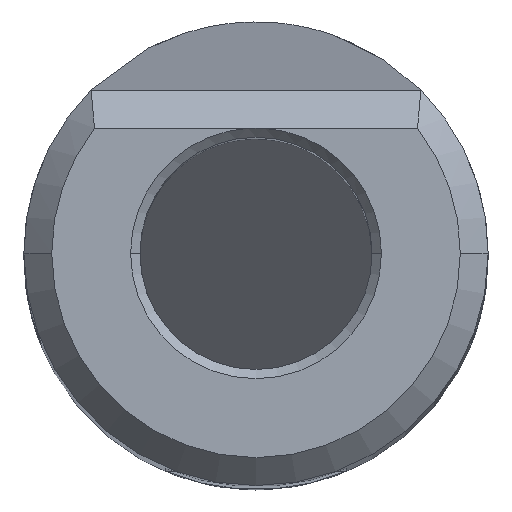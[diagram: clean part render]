
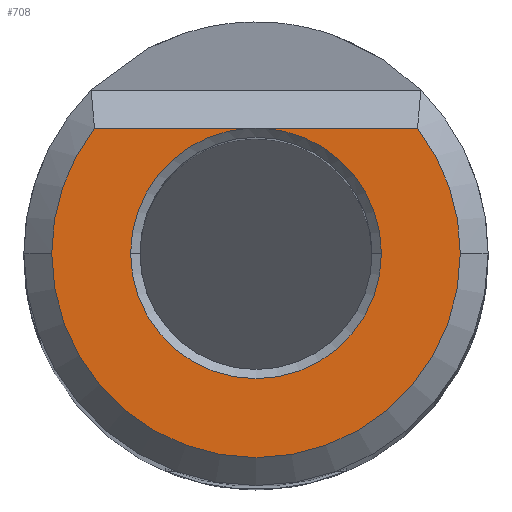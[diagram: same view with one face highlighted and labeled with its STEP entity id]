
A CAD part, top view. The second image highlights one B-rep face of the part: STEP entity #708.
In plain terms, the highlighted planar face has unit normal (0, 0, 1).
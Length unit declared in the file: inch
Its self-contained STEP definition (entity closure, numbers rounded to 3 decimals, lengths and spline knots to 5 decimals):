
#12 = EDGE_CURVE ( 'NONE', #525, #451, #306, .T. ) ;
#17 = CARTESIAN_POINT ( 'NONE',  ( 0., 0., 0. ) ) ;
#47 = ORIENTED_EDGE ( 'NONE', *, *, #460, .T. ) ;
#52 = DIRECTION ( 'NONE',  ( 0., 0., 1. ) ) ;
#65 = DIRECTION ( 'NONE',  ( 0., 0., -1. ) ) ;
#81 = ORIENTED_EDGE ( 'NONE', *, *, #432, .T. ) ;
#101 = CARTESIAN_POINT ( 'NONE',  ( 0., 0., 0. ) ) ;
#105 = DIRECTION ( 'NONE',  ( 1., 0., 0. ) ) ;
#115 = ORIENTED_EDGE ( 'NONE', *, *, #265, .T. ) ;
#118 = CARTESIAN_POINT ( 'NONE',  ( -0.00873, 0.13472, 0. ) ) ;
#125 = EDGE_CURVE ( 'NONE', #749, #296, #849, .T. ) ;
#139 = EDGE_CURVE ( 'NONE', #650, #605, #531, .T. ) ;
#154 = VERTEX_POINT ( 'NONE', #190 ) ;
#164 = AXIS2_PLACEMENT_3D ( 'NONE', #101, #178, #227 ) ;
#178 = DIRECTION ( 'NONE',  ( 0., 0., -1. ) ) ;
#190 = CARTESIAN_POINT ( 'NONE',  ( 0.135, 0., 0. ) ) ;
#227 = DIRECTION ( 'NONE',  ( 1., 0., 0. ) ) ;
#240 = CARTESIAN_POINT ( 'NONE',  ( 0., 0., 0. ) ) ;
#242 = DIRECTION ( 'NONE',  ( 0., 0., 1. ) ) ;
#265 = EDGE_CURVE ( 'NONE', #154, #400, #410, .T. ) ;
#282 = DIRECTION ( 'NONE',  ( 1., 0., 0. ) ) ;
#296 = VERTEX_POINT ( 'NONE', #755 ) ;
#306 = LINE ( 'NONE', #513, #593 ) ;
#320 = DIRECTION ( 'NONE',  ( 0., 0., 1. ) ) ;
#332 = CARTESIAN_POINT ( 'NONE',  ( 0., 0., 0. ) ) ;
#343 = ORIENTED_EDGE ( 'NONE', *, *, #521, .T. ) ;
#356 = ORIENTED_EDGE ( 'NONE', *, *, #139, .T. ) ;
#369 = CARTESIAN_POINT ( 'NONE',  ( -0.17393, 0.13472, 0. ) ) ;
#375 = FACE_OUTER_BOUND ( 'NONE', #829, .T. ) ;
#384 = VECTOR ( 'NONE', #611, 39.37008 ) ;
#392 = DIRECTION ( 'NONE',  ( 1., 0., 0. ) ) ;
#399 = AXIS2_PLACEMENT_3D ( 'NONE', #402, #320, #448 ) ;
#400 = VERTEX_POINT ( 'NONE', #830 ) ;
#402 = CARTESIAN_POINT ( 'NONE',  ( 0., 0., 0. ) ) ;
#410 = CIRCLE ( 'NONE', #421, 0.135 ) ;
#416 = CARTESIAN_POINT ( 'NONE',  ( -0.22, 0., 0. ) ) ;
#421 = AXIS2_PLACEMENT_3D ( 'NONE', #744, #65, #282 ) ;
#432 = EDGE_CURVE ( 'NONE', #296, #154, #627, .T. ) ;
#437 = AXIS2_PLACEMENT_3D ( 'NONE', #240, #706, #105 ) ;
#448 = DIRECTION ( 'NONE',  ( 1., 0., 0. ) ) ;
#451 = VERTEX_POINT ( 'NONE', #369 ) ;
#460 = EDGE_CURVE ( 'NONE', #605, #749, #676, .T. ) ;
#490 = EDGE_CURVE ( 'NONE', #451, #650, #689, .T. ) ;
#501 = ORIENTED_EDGE ( 'NONE', *, *, #12, .T. ) ;
#502 = DIRECTION ( 'NONE',  ( 1., 0., 0. ) ) ;
#513 = CARTESIAN_POINT ( 'NONE',  ( 0., 0.13472, 0. ) ) ;
#521 = EDGE_CURVE ( 'NONE', #400, #525, #840, .T. ) ;
#525 = VERTEX_POINT ( 'NONE', #118 ) ;
#530 = CARTESIAN_POINT ( 'NONE',  ( 0., 0., 0. ) ) ;
#531 = CIRCLE ( 'NONE', #841, 0.22 ) ;
#533 = DIRECTION ( 'NONE',  ( 1., 0., 0. ) ) ;
#545 = DIRECTION ( 'NONE',  ( -1., 0., 0. ) ) ;
#593 = VECTOR ( 'NONE', #545, 39.37008 ) ;
#605 = VERTEX_POINT ( 'NONE', #764 ) ;
#611 = DIRECTION ( 'NONE',  ( -1., 0., 0. ) ) ;
#627 = CIRCLE ( 'NONE', #164, 0.135 ) ;
#650 = VERTEX_POINT ( 'NONE', #416 ) ;
#663 = CARTESIAN_POINT ( 'NONE',  ( 0., 0.13472, 0. ) ) ;
#669 = DIRECTION ( 'NONE',  ( 0., 0., -1. ) ) ;
#676 = CIRCLE ( 'NONE', #790, 0.22 ) ;
#689 = CIRCLE ( 'NONE', #399, 0.22 ) ;
#706 = DIRECTION ( 'NONE',  ( 0., 0., 1. ) ) ;
#708 = ADVANCED_FACE ( 'NONE', ( #375 ), #728, .T. ) ;
#728 = PLANE ( 'NONE',  #437 ) ;
#737 = ORIENTED_EDGE ( 'NONE', *, *, #490, .T. ) ;
#744 = CARTESIAN_POINT ( 'NONE',  ( 0., 0., 0. ) ) ;
#749 = VERTEX_POINT ( 'NONE', #839 ) ;
#755 = CARTESIAN_POINT ( 'NONE',  ( 0.00873, 0.13472, 0. ) ) ;
#764 = CARTESIAN_POINT ( 'NONE',  ( 0.22, 0., 0. ) ) ;
#790 = AXIS2_PLACEMENT_3D ( 'NONE', #17, #242, #502 ) ;
#805 = AXIS2_PLACEMENT_3D ( 'NONE', #332, #669, #533 ) ;
#818 = ORIENTED_EDGE ( 'NONE', *, *, #125, .T. ) ;
#829 = EDGE_LOOP ( 'NONE', ( #818, #81, #115, #343, #501, #737, #356, #47 ) ) ;
#830 = CARTESIAN_POINT ( 'NONE',  ( -0.135, 0., 0. ) ) ;
#839 = CARTESIAN_POINT ( 'NONE',  ( 0.17393, 0.13472, 0. ) ) ;
#840 = CIRCLE ( 'NONE', #805, 0.135 ) ;
#841 = AXIS2_PLACEMENT_3D ( 'NONE', #530, #52, #392 ) ;
#849 = LINE ( 'NONE', #663, #384 ) ;
